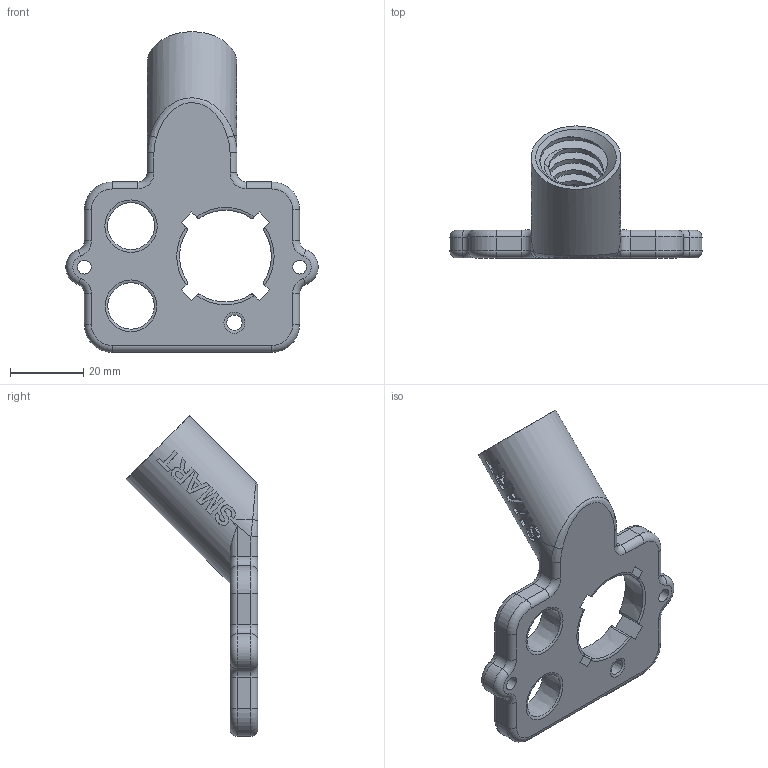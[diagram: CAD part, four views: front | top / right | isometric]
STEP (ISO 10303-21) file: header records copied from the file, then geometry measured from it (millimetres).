
FILE_DESCRIPTION(/* description */ (''),/* implementation_level */ '2;1');
FILE_NAME(/* name */ 'Holder v47.step',/* time_stamp */ '2017-07-11T11:17:49-04:00',/* author */ (''),/* organization */ (''),/* preprocessor_version */ 'ST-DEVELOPER v16.13',/* originating_system */ 'Autodesk Translation Framework v6.1.1.50',/* authorisation */ '');
FILE_SCHEMA (('AUTOMOTIVE_DESIGN { 1 0 10303 214 3 1 1 }'));
Length unit declared in the file: inch
Products named in the file (1): Holder v47
Bounding box: 69.07 x 36.09 x 87.83 mm (x, y, z)
Volume: 25418.5 mm3; surface area: 12937.3 mm2
Topology: 1 solids, 1 shells, 310 faces, 859 edges, 559 vertices
Faces by surface type: plane 125, bspline 103, cylinder 42, torus 31, cone 9
Full cylindrical faces by diameter (mm): 3.81 x2, 24.638 x1
Entity records: 13145 total; most frequent: CARTESIAN_POINT 6020, ORIENTED_EDGE 1632, DIRECTION 1199, EDGE_CURVE 816, VERTEX_POINT 537, AXIS2_PLACEMENT_3D 400, LINE 399, VECTOR 399
